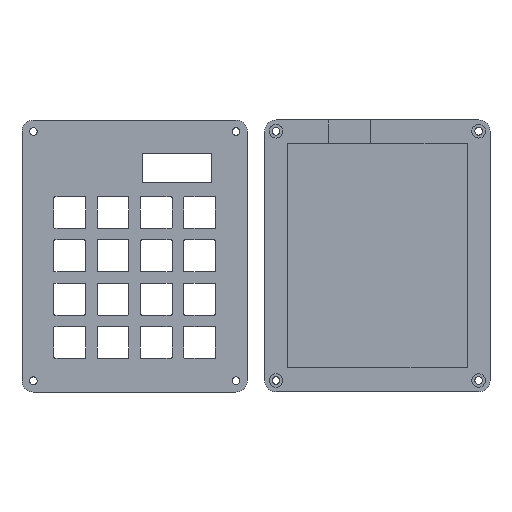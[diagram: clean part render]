
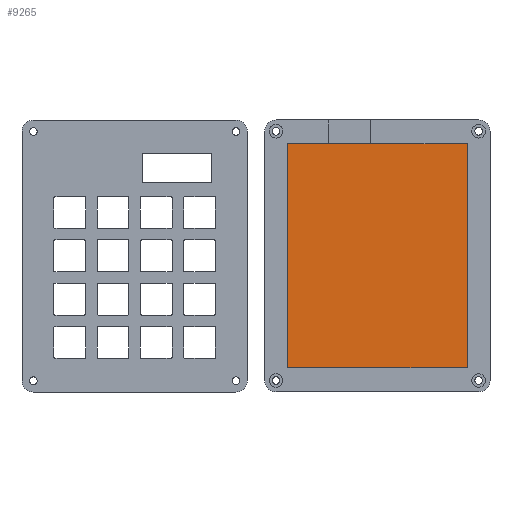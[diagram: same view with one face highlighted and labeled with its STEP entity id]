
A CAD part, top view. The second image highlights one B-rep face of the part: STEP entity #9265.
In plain terms, the highlighted planar face has unit normal (0, 0, 1).
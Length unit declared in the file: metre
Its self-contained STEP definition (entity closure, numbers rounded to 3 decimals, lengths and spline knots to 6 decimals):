
#920=LINE('',#16128,#1729);
#940=LINE('',#16171,#1749);
#943=LINE('',#16177,#1752);
#946=LINE('',#16183,#1755);
#1729=VECTOR('',#11858,1.);
#1749=VECTOR('',#11886,1.);
#1752=VECTOR('',#11891,1.);
#1755=VECTOR('',#11896,1.);
#2287=PLANE('',#9941);
#4927=ORIENTED_EDGE('',*,*,#6285,.F.);
#4928=ORIENTED_EDGE('',*,*,#6282,.T.);
#4929=ORIENTED_EDGE('',*,*,#6262,.T.);
#4930=ORIENTED_EDGE('',*,*,#6288,.F.);
#6262=EDGE_CURVE('',#7185,#7184,#920,.T.);
#6282=EDGE_CURVE('',#7204,#7185,#940,.T.);
#6285=EDGE_CURVE('',#7204,#7206,#943,.T.);
#6288=EDGE_CURVE('',#7206,#7184,#946,.T.);
#7184=VERTEX_POINT('',#16127);
#7185=VERTEX_POINT('',#16129);
#7204=VERTEX_POINT('',#16172);
#7206=VERTEX_POINT('',#16178);
#8047=EDGE_LOOP('',(#4927,#4928,#4929,#4930));
#8634=FACE_BOUND('',#8047,.T.);
#9265=ADVANCED_FACE('',(#8634),#2287,.T.);
#9941=AXIS2_PLACEMENT_3D('',#16226,#11950,#11951);
#11858=DIRECTION('',(-1.,0.,0.));
#11886=DIRECTION('',(0.,1.,0.));
#11891=DIRECTION('',(-1.,0.,0.));
#11896=DIRECTION('',(0.,1.,0.));
#11950=DIRECTION('',(0.,0.,1.));
#11951=DIRECTION('',(1.,0.,0.));
#16127=CARTESIAN_POINT('',(-0.039585,0.04934,0.003));
#16128=CARTESIAN_POINT('',(0.,0.04934,0.003));
#16129=CARTESIAN_POINT('',(0.039585,0.04934,0.003));
#16171=CARTESIAN_POINT('',(0.039585,0.,0.003));
#16172=CARTESIAN_POINT('',(0.039585,-0.04934,0.003));
#16177=CARTESIAN_POINT('',(0.,-0.04934,0.003));
#16178=CARTESIAN_POINT('',(-0.039585,-0.04934,0.003));
#16183=CARTESIAN_POINT('',(-0.039585,0.,0.003));
#16226=CARTESIAN_POINT('',(0.,0.,0.003));
